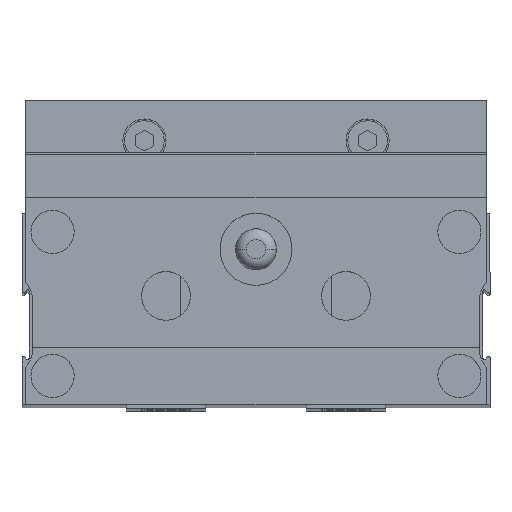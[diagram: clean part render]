
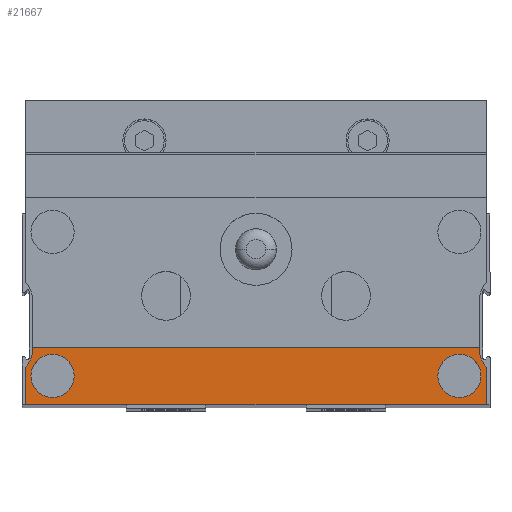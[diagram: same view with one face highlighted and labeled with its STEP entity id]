
A CAD part, top view. The second image highlights one B-rep face of the part: STEP entity #21667.
In plain terms, the highlighted planar face has unit normal (0, 0, 1).
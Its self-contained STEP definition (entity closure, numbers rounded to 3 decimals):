
#189 = DIRECTION ( 'NONE',  ( 0., 0., 1. ) ) ;
#222 = VERTEX_POINT ( 'NONE', #19680 ) ;
#267 = CARTESIAN_POINT ( 'NONE',  ( -31., 14.854, 238. ) ) ;
#316 = EDGE_CURVE ( 'NONE', #20393, #10057, #18508, .T. ) ;
#497 = VERTEX_POINT ( 'NONE', #5339 ) ;
#781 = EDGE_CURVE ( 'NONE', #23302, #4326, #13519, .T. ) ;
#884 = CARTESIAN_POINT ( 'NONE',  ( -28.25, 4.5, 238. ) ) ;
#926 = CARTESIAN_POINT ( 'NONE',  ( 28.25, 4.5, 238. ) ) ;
#1028 = CARTESIAN_POINT ( 'NONE',  ( -28.25, 4.5, 238. ) ) ;
#1284 = ORIENTED_EDGE ( 'NONE', *, *, #24424, .F. ) ;
#1617 = CIRCLE ( 'NONE', #19907, 3. ) ;
#1997 = DIRECTION ( 'NONE',  ( 0., 1., 0. ) ) ;
#2138 = FACE_OUTER_BOUND ( 'NONE', #8055, .T. ) ;
#2152 = VECTOR ( 'NONE', #16381, 1000. ) ;
#2214 = LINE ( 'NONE', #267, #16628 ) ;
#2958 = DIRECTION ( 'NONE',  ( 0., 0., 1. ) ) ;
#3557 = ORIENTED_EDGE ( 'NONE', *, *, #781, .T. ) ;
#3978 = FACE_BOUND ( 'NONE', #16205, .T. ) ;
#4326 = VERTEX_POINT ( 'NONE', #9335 ) ;
#5011 = DIRECTION ( 'NONE',  ( 1., 0., 0. ) ) ;
#5285 = VECTOR ( 'NONE', #13591, 1000. ) ;
#5339 = CARTESIAN_POINT ( 'NONE',  ( 25.25, 4.5, 238. ) ) ;
#5470 = EDGE_LOOP ( 'NONE', ( #15908, #22399 ) ) ;
#5472 = CARTESIAN_POINT ( 'NONE',  ( 31., 8.346, 238. ) ) ;
#5520 = ORIENTED_EDGE ( 'NONE', *, *, #16530, .F. ) ;
#5624 = CIRCLE ( 'NONE', #15640, 4. ) ;
#5673 = CARTESIAN_POINT ( 'NONE',  ( -25.25, 4.5, 238. ) ) ;
#6489 = DIRECTION ( 'NONE',  ( 0., 0., -1. ) ) ;
#6516 = EDGE_CURVE ( 'NONE', #14787, #23302, #15720, .T. ) ;
#6517 = CARTESIAN_POINT ( 'NONE',  ( -31.25, 4.5, 238. ) ) ;
#6571 = CIRCLE ( 'NONE', #18638, 3. ) ;
#6656 = DIRECTION ( 'NONE',  ( 0., -1., 0. ) ) ;
#6772 = AXIS2_PLACEMENT_3D ( 'NONE', #18787, #18658, #24392 ) ;
#6804 = EDGE_CURVE ( 'NONE', #4326, #19651, #7299, .T. ) ;
#7235 = ORIENTED_EDGE ( 'NONE', *, *, #12648, .T. ) ;
#7276 = CARTESIAN_POINT ( 'NONE',  ( 31.25, 4.5, 238. ) ) ;
#7299 = LINE ( 'NONE', #5472, #24745 ) ;
#7708 = CARTESIAN_POINT ( 'NONE',  ( -32., 0.5, 238. ) ) ;
#7755 = VERTEX_POINT ( 'NONE', #5673 ) ;
#7787 = CARTESIAN_POINT ( 'NONE',  ( -32., 0.5, 238. ) ) ;
#8055 = EDGE_LOOP ( 'NONE', ( #1284, #7235, #17280, #11860, #23526, #23310, #3557, #9428 ) ) ;
#8218 = DIRECTION ( 'NONE',  ( 0., -1., 0. ) ) ;
#8325 = CARTESIAN_POINT ( 'NONE',  ( 31., 8.5, 238. ) ) ;
#8365 = EDGE_CURVE ( 'NONE', #497, #18137, #1617, .T. ) ;
#8407 = CARTESIAN_POINT ( 'NONE',  ( -35., 8.5, 238. ) ) ;
#8591 = CARTESIAN_POINT ( 'NONE',  ( -32., 5.7, 238. ) ) ;
#9105 = DIRECTION ( 'NONE',  ( 0., 0., 1. ) ) ;
#9335 = CARTESIAN_POINT ( 'NONE',  ( 31., 8.346, 238. ) ) ;
#9428 = ORIENTED_EDGE ( 'NONE', *, *, #6804, .T. ) ;
#10057 = VERTEX_POINT ( 'NONE', #7787 ) ;
#10455 = VERTEX_POINT ( 'NONE', #17054 ) ;
#11467 = DIRECTION ( 'NONE',  ( 0., 1., 0. ) ) ;
#11666 = CARTESIAN_POINT ( 'NONE',  ( 32., 0.5, 238. ) ) ;
#11805 = CARTESIAN_POINT ( 'NONE',  ( -35., 14.854, 238. ) ) ;
#11860 = ORIENTED_EDGE ( 'NONE', *, *, #316, .T. ) ;
#12648 = EDGE_CURVE ( 'NONE', #222, #10455, #2214, .T. ) ;
#12694 = AXIS2_PLACEMENT_3D ( 'NONE', #18738, #6489, #14465 ) ;
#13028 = AXIS2_PLACEMENT_3D ( 'NONE', #1028, #9105, #13285 ) ;
#13285 = DIRECTION ( 'NONE',  ( 1., 0., 0. ) ) ;
#13440 = CIRCLE ( 'NONE', #6772, 3. ) ;
#13519 = CIRCLE ( 'NONE', #12694, 4. ) ;
#13591 = DIRECTION ( 'NONE',  ( 1., 0., 0. ) ) ;
#14443 = AXIS2_PLACEMENT_3D ( 'NONE', #11805, #189, #15986 ) ;
#14465 = DIRECTION ( 'NONE',  ( 1., 0., 0. ) ) ;
#14787 = VERTEX_POINT ( 'NONE', #11666 ) ;
#15124 = CIRCLE ( 'NONE', #13028, 3. ) ;
#15581 = CARTESIAN_POINT ( 'NONE',  ( -32., 5.7, 238. ) ) ;
#15640 = AXIS2_PLACEMENT_3D ( 'NONE', #24809, #22857, #5011 ) ;
#15664 = ORIENTED_EDGE ( 'NONE', *, *, #8365, .F. ) ;
#15720 = LINE ( 'NONE', #19470, #16430 ) ;
#15908 = ORIENTED_EDGE ( 'NONE', *, *, #22837, .F. ) ;
#15986 = DIRECTION ( 'NONE',  ( 1., 0., 0. ) ) ;
#16205 = EDGE_LOOP ( 'NONE', ( #5520, #15664 ) ) ;
#16381 = DIRECTION ( 'NONE',  ( 1., 0., 0. ) ) ;
#16430 = VECTOR ( 'NONE', #1997, 1000. ) ;
#16530 = EDGE_CURVE ( 'NONE', #18137, #497, #13440, .T. ) ;
#16628 = VECTOR ( 'NONE', #8218, 1000. ) ;
#17025 = EDGE_CURVE ( 'NONE', #20986, #7755, #15124, .T. ) ;
#17054 = CARTESIAN_POINT ( 'NONE',  ( -31., 8.346, 238. ) ) ;
#17280 = ORIENTED_EDGE ( 'NONE', *, *, #19057, .T. ) ;
#18137 = VERTEX_POINT ( 'NONE', #7276 ) ;
#18177 = PLANE ( 'NONE',  #14443 ) ;
#18327 = LINE ( 'NONE', #8407, #2152 ) ;
#18508 = LINE ( 'NONE', #8591, #23133 ) ;
#18638 = AXIS2_PLACEMENT_3D ( 'NONE', #884, #2958, #22503 ) ;
#18658 = DIRECTION ( 'NONE',  ( 0., 0., 1. ) ) ;
#18738 = CARTESIAN_POINT ( 'NONE',  ( 35., 8.346, 238. ) ) ;
#18787 = CARTESIAN_POINT ( 'NONE',  ( 28.25, 4.5, 238. ) ) ;
#19057 = EDGE_CURVE ( 'NONE', #10455, #20393, #5624, .T. ) ;
#19470 = CARTESIAN_POINT ( 'NONE',  ( 32., 0.5, 238. ) ) ;
#19651 = VERTEX_POINT ( 'NONE', #8325 ) ;
#19680 = CARTESIAN_POINT ( 'NONE',  ( -31., 8.5, 238. ) ) ;
#19907 = AXIS2_PLACEMENT_3D ( 'NONE', #926, #24638, #20973 ) ;
#20393 = VERTEX_POINT ( 'NONE', #15581 ) ;
#20973 = DIRECTION ( 'NONE',  ( 1., 0., 0. ) ) ;
#20986 = VERTEX_POINT ( 'NONE', #6517 ) ;
#21667 = ADVANCED_FACE ( 'NONE', ( #3978, #22076, #2138 ), #18177, .T. ) ;
#22076 = FACE_BOUND ( 'NONE', #5470, .T. ) ;
#22176 = EDGE_CURVE ( 'NONE', #10057, #14787, #25541, .T. ) ;
#22399 = ORIENTED_EDGE ( 'NONE', *, *, #17025, .F. ) ;
#22503 = DIRECTION ( 'NONE',  ( 1., 0., 0. ) ) ;
#22837 = EDGE_CURVE ( 'NONE', #7755, #20986, #6571, .T. ) ;
#22857 = DIRECTION ( 'NONE',  ( 0., 0., -1. ) ) ;
#23133 = VECTOR ( 'NONE', #6656, 1000. ) ;
#23302 = VERTEX_POINT ( 'NONE', #24565 ) ;
#23310 = ORIENTED_EDGE ( 'NONE', *, *, #6516, .T. ) ;
#23526 = ORIENTED_EDGE ( 'NONE', *, *, #22176, .T. ) ;
#24392 = DIRECTION ( 'NONE',  ( 1., 0., 0. ) ) ;
#24424 = EDGE_CURVE ( 'NONE', #222, #19651, #18327, .T. ) ;
#24565 = CARTESIAN_POINT ( 'NONE',  ( 32., 5.7, 238. ) ) ;
#24638 = DIRECTION ( 'NONE',  ( 0., 0., 1. ) ) ;
#24745 = VECTOR ( 'NONE', #11467, 1000. ) ;
#24809 = CARTESIAN_POINT ( 'NONE',  ( -35., 8.346, 238. ) ) ;
#25541 = LINE ( 'NONE', #7708, #5285 ) ;
